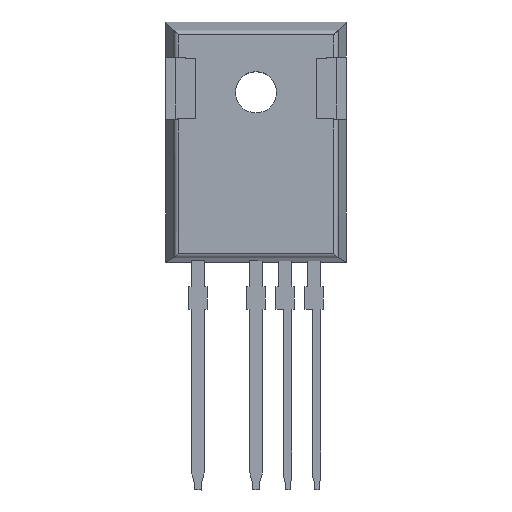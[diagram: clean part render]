
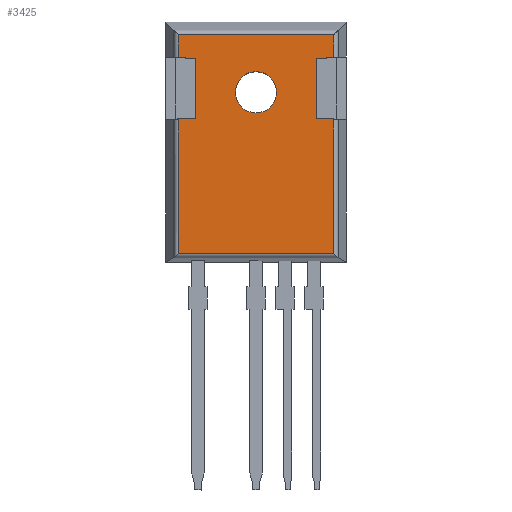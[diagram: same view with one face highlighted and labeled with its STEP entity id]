
A CAD part, top view. The second image highlights one B-rep face of the part: STEP entity #3425.
In plain terms, the highlighted planar face has unit normal (0, 0, 1).
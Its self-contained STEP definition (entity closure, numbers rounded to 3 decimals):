
#24 = DIRECTION ( 'NONE',  ( 0., 0., -1. ) ) ;
#145 = ORIENTED_EDGE ( 'NONE', *, *, #3891, .T. ) ;
#168 = CARTESIAN_POINT ( 'NONE',  ( 2.01, 14.313, 7.16 ) ) ;
#185 = ORIENTED_EDGE ( 'NONE', *, *, #5323, .T. ) ;
#227 = VECTOR ( 'NONE', #3207, 1000. ) ;
#295 = AXIS2_PLACEMENT_3D ( 'NONE', #3578, #3552, #2597 ) ;
#360 = FACE_BOUND ( 'NONE', #2218, .T. ) ;
#390 = CARTESIAN_POINT ( 'NONE',  ( 0., 0., 7.16 ) ) ;
#395 = ORIENTED_EDGE ( 'NONE', *, *, #4716, .T. ) ;
#405 = EDGE_CURVE ( 'NONE', #1512, #5193, #5367, .T. ) ;
#506 = ORIENTED_EDGE ( 'NONE', *, *, #2837, .T. ) ;
#516 = CARTESIAN_POINT ( 'NONE',  ( 5.475, 17.269, 7.16 ) ) ;
#579 = CARTESIAN_POINT ( 'NONE',  ( 7.303, 0.233, 7.16 ) ) ;
#593 = EDGE_CURVE ( 'NONE', #3973, #5443, #1625, .T. ) ;
#597 = CARTESIAN_POINT ( 'NONE',  ( -6.579, -0.114, 7.16 ) ) ;
#606 = DIRECTION ( 'NONE',  ( -0.001, -1., 0. ) ) ;
#626 = DIRECTION ( 'NONE',  ( 0., 0., -1. ) ) ;
#746 = CARTESIAN_POINT ( 'NONE',  ( -1.59, 14.313, 7.16 ) ) ;
#794 = CARTESIAN_POINT ( 'NONE',  ( 8.105, 17.403, 7.16 ) ) ;
#803 = ORIENTED_EDGE ( 'NONE', *, *, #953, .T. ) ;
#813 = ORIENTED_EDGE ( 'NONE', *, *, #5299, .T. ) ;
#814 = DIRECTION ( 'NONE',  ( -0.999, 0.049, 0. ) ) ;
#912 = LINE ( 'NONE', #3925, #1702 ) ;
#913 = VERTEX_POINT ( 'NONE', #3996 ) ;
#919 = VERTEX_POINT ( 'NONE', #2223 ) ;
#943 = VECTOR ( 'NONE', #4630, 1000. ) ;
#953 = EDGE_CURVE ( 'NONE', #919, #1523, #912, .T. ) ;
#1286 = VERTEX_POINT ( 'NONE', #3511 ) ;
#1345 = EDGE_CURVE ( 'NONE', #2187, #3668, #3586, .T. ) ;
#1360 = VERTEX_POINT ( 'NONE', #2292 ) ;
#1424 = EDGE_CURVE ( 'NONE', #1360, #3973, #3789, .T. ) ;
#1472 = DIRECTION ( 'NONE',  ( 0., -1., 0. ) ) ;
#1496 = DIRECTION ( 'NONE',  ( -1., 0., 0. ) ) ;
#1512 = VERTEX_POINT ( 'NONE', #168 ) ;
#1523 = VERTEX_POINT ( 'NONE', #3418 ) ;
#1538 = LINE ( 'NONE', #2854, #2979 ) ;
#1580 = ORIENTED_EDGE ( 'NONE', *, *, #405, .T. ) ;
#1595 = CARTESIAN_POINT ( 'NONE',  ( 6.996, 19.659, 7.16 ) ) ;
#1625 = LINE ( 'NONE', #3285, #943 ) ;
#1702 = VECTOR ( 'NONE', #5651, 1000. ) ;
#1705 = DIRECTION ( 'NONE',  ( -1., 0., 0. ) ) ;
#1730 = VECTOR ( 'NONE', #4510, 1000. ) ;
#1771 = CARTESIAN_POINT ( 'NONE',  ( 5.478, 12.054, 7.16 ) ) ;
#1951 = EDGE_CURVE ( 'NONE', #1286, #1360, #4256, .T. ) ;
#1976 = ORIENTED_EDGE ( 'NONE', *, *, #1345, .T. ) ;
#2027 = DIRECTION ( 'NONE',  ( -1., 0., 0. ) ) ;
#2132 = AXIS2_PLACEMENT_3D ( 'NONE', #390, #24, #1705 ) ;
#2170 = VERTEX_POINT ( 'NONE', #5444 ) ;
#2187 = VERTEX_POINT ( 'NONE', #4077 ) ;
#2218 = EDGE_LOOP ( 'NONE', ( #506, #1580 ) ) ;
#2223 = CARTESIAN_POINT ( 'NONE',  ( -5.064, 12.057, 7.16 ) ) ;
#2292 = CARTESIAN_POINT ( 'NONE',  ( -6.578, 19.353, 7.16 ) ) ;
#2314 = CARTESIAN_POINT ( 'NONE',  ( 0.21, 14.313, 7.16 ) ) ;
#2358 = EDGE_CURVE ( 'NONE', #5443, #919, #1538, .T. ) ;
#2361 = VERTEX_POINT ( 'NONE', #3317 ) ;
#2433 = LINE ( 'NONE', #1595, #5511 ) ;
#2493 = CIRCLE ( 'NONE', #2764, 1.8 ) ;
#2503 = ORIENTED_EDGE ( 'NONE', *, *, #2358, .T. ) ;
#2530 = CARTESIAN_POINT ( 'NONE',  ( -6.885, 19.353, 7.16 ) ) ;
#2597 = DIRECTION ( 'NONE',  ( -1., 0., 0. ) ) ;
#2728 = VERTEX_POINT ( 'NONE', #4262 ) ;
#2750 = LINE ( 'NONE', #516, #1730 ) ;
#2764 = AXIS2_PLACEMENT_3D ( 'NONE', #2314, #626, #1496 ) ;
#2830 = EDGE_LOOP ( 'NONE', ( #395, #145, #5565, #3726, #3274, #2503, #803, #813, #1976, #4013, #4484, #185 ) ) ;
#2837 = EDGE_CURVE ( 'NONE', #5193, #1512, #2493, .T. ) ;
#2854 = CARTESIAN_POINT ( 'NONE',  ( -5.064, 12.057, 7.16 ) ) ;
#2974 = VECTOR ( 'NONE', #2027, 1000. ) ;
#2978 = DIRECTION ( 'NONE',  ( 0.999, 0.051, 0. ) ) ;
#2979 = VECTOR ( 'NONE', #606, 1000. ) ;
#3031 = EDGE_CURVE ( 'NONE', #2728, #2361, #4775, .T. ) ;
#3036 = LINE ( 'NONE', #794, #4504 ) ;
#3207 = DIRECTION ( 'NONE',  ( 0., 1., 0. ) ) ;
#3250 = VECTOR ( 'NONE', #814, 1000. ) ;
#3274 = ORIENTED_EDGE ( 'NONE', *, *, #593, .T. ) ;
#3285 = CARTESIAN_POINT ( 'NONE',  ( -5.059, 17.269, 7.16 ) ) ;
#3317 = CARTESIAN_POINT ( 'NONE',  ( 5.478, 12.054, 7.16 ) ) ;
#3374 = DIRECTION ( 'NONE',  ( 0.001, 1., 0. ) ) ;
#3418 = CARTESIAN_POINT ( 'NONE',  ( -6.583, 11.98, 7.16 ) ) ;
#3425 = ADVANCED_FACE ( 'NONE', ( #360, #4844 ), #4014, .F. ) ;
#3511 = CARTESIAN_POINT ( 'NONE',  ( 6.996, 19.352, 7.16 ) ) ;
#3552 = DIRECTION ( 'NONE',  ( 0., 0., -1. ) ) ;
#3578 = CARTESIAN_POINT ( 'NONE',  ( 0.21, 14.313, 7.16 ) ) ;
#3585 = VECTOR ( 'NONE', #1472, 1000. ) ;
#3586 = LINE ( 'NONE', #579, #5210 ) ;
#3668 = VERTEX_POINT ( 'NONE', #5186 ) ;
#3694 = CARTESIAN_POINT ( 'NONE',  ( 6.994, 11.964, 7.16 ) ) ;
#3726 = ORIENTED_EDGE ( 'NONE', *, *, #1424, .T. ) ;
#3729 = DIRECTION ( 'NONE',  ( -0.001, -1., 0. ) ) ;
#3789 = LINE ( 'NONE', #4660, #5613 ) ;
#3880 = CARTESIAN_POINT ( 'NONE',  ( -5.059, 17.269, 7.16 ) ) ;
#3891 = EDGE_CURVE ( 'NONE', #913, #1286, #2433, .T. ) ;
#3925 = CARTESIAN_POINT ( 'NONE',  ( -5.064, 12.057, 7.16 ) ) ;
#3973 = VERTEX_POINT ( 'NONE', #5205 ) ;
#3996 = CARTESIAN_POINT ( 'NONE',  ( 6.995, 17.346, 7.16 ) ) ;
#4013 = ORIENTED_EDGE ( 'NONE', *, *, #5335, .T. ) ;
#4014 = PLANE ( 'NONE',  #2132 ) ;
#4057 = LINE ( 'NONE', #597, #3585 ) ;
#4077 = CARTESIAN_POINT ( 'NONE',  ( -6.579, 0.233, 7.16 ) ) ;
#4256 = LINE ( 'NONE', #2530, #2974 ) ;
#4262 = CARTESIAN_POINT ( 'NONE',  ( 6.994, 11.98, 7.16 ) ) ;
#4484 = ORIENTED_EDGE ( 'NONE', *, *, #3031, .T. ) ;
#4504 = VECTOR ( 'NONE', #2978, 1000. ) ;
#4510 = DIRECTION ( 'NONE',  ( -0.001, 1., 0. ) ) ;
#4570 = LINE ( 'NONE', #3694, #227 ) ;
#4630 = DIRECTION ( 'NONE',  ( 0.999, -0.051, 0. ) ) ;
#4660 = CARTESIAN_POINT ( 'NONE',  ( -6.58, 17.362, 7.16 ) ) ;
#4716 = EDGE_CURVE ( 'NONE', #2170, #913, #3036, .T. ) ;
#4775 = LINE ( 'NONE', #1771, #3250 ) ;
#4844 = FACE_OUTER_BOUND ( 'NONE', #2830, .T. ) ;
#4953 = DIRECTION ( 'NONE',  ( 1., 0., 0. ) ) ;
#5186 = CARTESIAN_POINT ( 'NONE',  ( 6.996, 0.233, 7.16 ) ) ;
#5193 = VERTEX_POINT ( 'NONE', #746 ) ;
#5205 = CARTESIAN_POINT ( 'NONE',  ( -6.58, 17.346, 7.16 ) ) ;
#5210 = VECTOR ( 'NONE', #4953, 1000. ) ;
#5299 = EDGE_CURVE ( 'NONE', #1523, #2187, #4057, .T. ) ;
#5323 = EDGE_CURVE ( 'NONE', #2361, #2170, #2750, .T. ) ;
#5335 = EDGE_CURVE ( 'NONE', #3668, #2728, #4570, .T. ) ;
#5367 = CIRCLE ( 'NONE', #295, 1.8 ) ;
#5443 = VERTEX_POINT ( 'NONE', #3880 ) ;
#5444 = CARTESIAN_POINT ( 'NONE',  ( 5.475, 17.269, 7.16 ) ) ;
#5511 = VECTOR ( 'NONE', #3374, 1000. ) ;
#5565 = ORIENTED_EDGE ( 'NONE', *, *, #1951, .T. ) ;
#5613 = VECTOR ( 'NONE', #3729, 1000. ) ;
#5651 = DIRECTION ( 'NONE',  ( -0.999, -0.051, 0. ) ) ;
